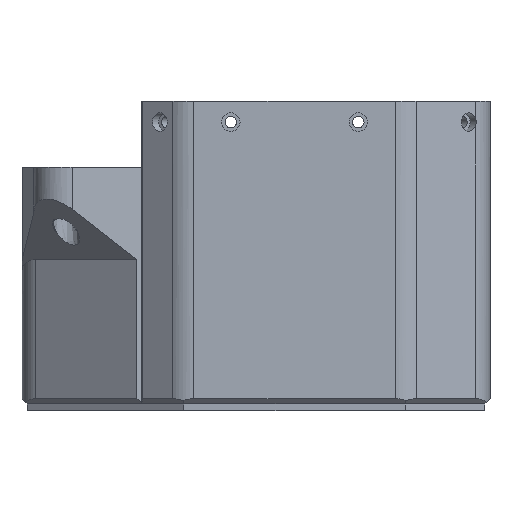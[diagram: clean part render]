
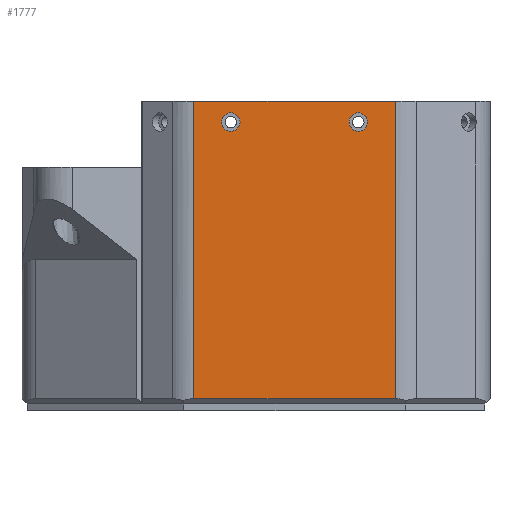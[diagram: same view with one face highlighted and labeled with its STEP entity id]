
A CAD part, front view. The second image highlights one B-rep face of the part: STEP entity #1777.
In plain terms, the highlighted planar face has unit normal (0, -1, 0).
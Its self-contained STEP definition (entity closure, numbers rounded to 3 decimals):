
#46=FACE_BOUND('',#297,.T.);
#47=FACE_BOUND('',#298,.T.);
#108=PLANE('',#1958);
#177=FACE_OUTER_BOUND('',#296,.T.);
#296=EDGE_LOOP('',(#1489,#1490,#1491,#1492));
#297=EDGE_LOOP('',(#1493));
#298=EDGE_LOOP('',(#1494));
#380=LINE('',#2825,#543);
#475=LINE('',#3116,#638);
#478=LINE('',#3126,#641);
#480=LINE('',#3130,#643);
#543=VECTOR('',#2096,10.);
#638=VECTOR('',#2347,10.);
#641=VECTOR('',#2358,10.);
#643=VECTOR('',#2364,10.);
#733=CIRCLE('',#1959,2.65);
#734=CIRCLE('',#1960,2.65);
#788=VERTEX_POINT('',#2822);
#789=VERTEX_POINT('',#2824);
#901=VERTEX_POINT('',#3115);
#904=VERTEX_POINT('',#3125);
#905=VERTEX_POINT('',#3131);
#906=VERTEX_POINT('',#3133);
#965=EDGE_CURVE('',#788,#789,#380,.T.);
#1112=EDGE_CURVE('',#789,#901,#475,.T.);
#1117=EDGE_CURVE('',#901,#904,#478,.T.);
#1120=EDGE_CURVE('',#904,#788,#480,.T.);
#1121=EDGE_CURVE('',#905,#905,#733,.T.);
#1122=EDGE_CURVE('',#906,#906,#734,.T.);
#1489=ORIENTED_EDGE('',*,*,#1112,.F.);
#1490=ORIENTED_EDGE('',*,*,#965,.F.);
#1491=ORIENTED_EDGE('',*,*,#1120,.F.);
#1492=ORIENTED_EDGE('',*,*,#1117,.F.);
#1493=ORIENTED_EDGE('',*,*,#1121,.T.);
#1494=ORIENTED_EDGE('',*,*,#1122,.T.);
#1777=ADVANCED_FACE('',(#177,#46,#47),#108,.T.);
#1958=AXIS2_PLACEMENT_3D('',#3129,#2362,#2363);
#1959=AXIS2_PLACEMENT_3D('',#3132,#2365,#2366);
#1960=AXIS2_PLACEMENT_3D('',#3134,#2367,#2368);
#2096=DIRECTION('',(1.,0.,0.));
#2347=DIRECTION('',(0.,0.,-1.));
#2358=DIRECTION('',(-1.,0.,0.));
#2362=DIRECTION('center_axis',(0.,-1.,0.));
#2363=DIRECTION('ref_axis',(1.,0.,0.));
#2364=DIRECTION('',(0.,0.,1.));
#2365=DIRECTION('center_axis',(0.,1.,0.));
#2366=DIRECTION('ref_axis',(1.,0.,0.));
#2367=DIRECTION('center_axis',(0.,1.,0.));
#2368=DIRECTION('ref_axis',(1.,0.,0.));
#2822=CARTESIAN_POINT('',(-28.075,-76.472,89.));
#2824=CARTESIAN_POINT('',(29.902,-76.472,89.));
#2825=CARTESIAN_POINT('',(-31.414,-76.472,89.));
#3115=CARTESIAN_POINT('',(29.902,-76.472,3.5));
#3116=CARTESIAN_POINT('',(29.902,-76.472,0.));
#3125=CARTESIAN_POINT('',(-28.075,-76.472,3.5));
#3126=CARTESIAN_POINT('',(-20.797,-76.472,3.5));
#3129=CARTESIAN_POINT('Origin',(-31.414,-76.472,0.));
#3130=CARTESIAN_POINT('',(-28.075,-76.472,0.));
#3131=CARTESIAN_POINT('',(16.57,-76.472,83.));
#3132=CARTESIAN_POINT('Origin',(19.22,-76.472,83.));
#3133=CARTESIAN_POINT('',(-20.06,-76.472,83.));
#3134=CARTESIAN_POINT('Origin',(-17.41,-76.472,83.));
